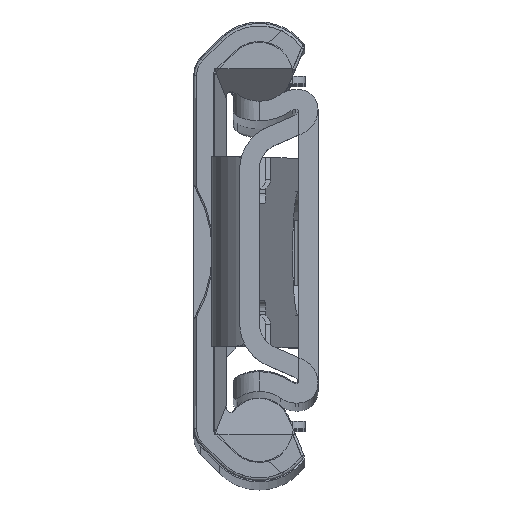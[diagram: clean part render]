
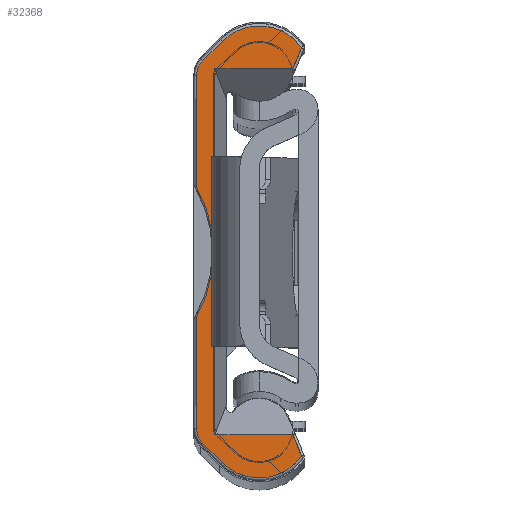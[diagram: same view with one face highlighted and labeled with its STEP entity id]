
A CAD part, top view. The second image highlights one B-rep face of the part: STEP entity #32368.
In plain terms, the highlighted planar face has unit normal (0, 0, 1).
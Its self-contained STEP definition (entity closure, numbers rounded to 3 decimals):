
#1167=PLANE('',#34379);
#1924=CIRCLE('',#34373,10.1);
#1928=CIRCLE('',#34380,1.6);
#1929=CIRCLE('',#34381,4.);
#1930=CIRCLE('',#34382,4.);
#1931=CIRCLE('',#34383,1.6);
#3311=FACE_OUTER_BOUND('',#5090,.T.);
#5090=EDGE_LOOP('',(#21569,#21570,#21571,#21572,#21573,#21574,#21575,#21576,
#21577,#21578,#21579,#21580,#21581,#21582));
#7057=LINE('',#47114,#9083);
#7059=LINE('',#47120,#9085);
#7060=LINE('',#47124,#9086);
#7061=LINE('',#47128,#9087);
#7062=LINE('',#47130,#9088);
#7063=LINE('',#47132,#9089);
#7064=LINE('',#47134,#9090);
#7065=LINE('',#47136,#9091);
#7066=LINE('',#47140,#9092);
#9083=VECTOR('',#38365,10.);
#9085=VECTOR('',#38371,10.);
#9086=VECTOR('',#38374,10.);
#9087=VECTOR('',#38377,10.);
#9088=VECTOR('',#38378,10.);
#9089=VECTOR('',#38379,10.);
#9090=VECTOR('',#38380,10.);
#9091=VECTOR('',#38381,10.);
#9092=VECTOR('',#38384,10.);
#12385=VERTEX_POINT('',#47035);
#12387=VERTEX_POINT('',#47053);
#12390=VERTEX_POINT('',#47113);
#12392=VERTEX_POINT('',#47119);
#12393=VERTEX_POINT('',#47121);
#12394=VERTEX_POINT('',#47123);
#12395=VERTEX_POINT('',#47125);
#12396=VERTEX_POINT('',#47127);
#12397=VERTEX_POINT('',#47129);
#12398=VERTEX_POINT('',#47131);
#12399=VERTEX_POINT('',#47133);
#12400=VERTEX_POINT('',#47135);
#12401=VERTEX_POINT('',#47137);
#12402=VERTEX_POINT('',#47139);
#15872=EDGE_CURVE('',#12387,#12385,#1924,.T.);
#15879=EDGE_CURVE('',#12385,#12390,#7057,.T.);
#15882=EDGE_CURVE('',#12392,#12387,#7059,.T.);
#15883=EDGE_CURVE('',#12393,#12392,#1928,.T.);
#15884=EDGE_CURVE('',#12394,#12393,#7060,.T.);
#15885=EDGE_CURVE('',#12395,#12394,#1929,.T.);
#15886=EDGE_CURVE('',#12396,#12395,#7061,.T.);
#15887=EDGE_CURVE('',#12396,#12397,#7062,.T.);
#15888=EDGE_CURVE('',#12397,#12398,#7063,.T.);
#15889=EDGE_CURVE('',#12398,#12399,#7064,.T.);
#15890=EDGE_CURVE('',#12400,#12399,#7065,.T.);
#15891=EDGE_CURVE('',#12401,#12400,#1930,.T.);
#15892=EDGE_CURVE('',#12402,#12401,#7066,.T.);
#15893=EDGE_CURVE('',#12390,#12402,#1931,.T.);
#21569=ORIENTED_EDGE('',*,*,#15872,.F.);
#21570=ORIENTED_EDGE('',*,*,#15882,.F.);
#21571=ORIENTED_EDGE('',*,*,#15883,.F.);
#21572=ORIENTED_EDGE('',*,*,#15884,.F.);
#21573=ORIENTED_EDGE('',*,*,#15885,.F.);
#21574=ORIENTED_EDGE('',*,*,#15886,.F.);
#21575=ORIENTED_EDGE('',*,*,#15887,.T.);
#21576=ORIENTED_EDGE('',*,*,#15888,.T.);
#21577=ORIENTED_EDGE('',*,*,#15889,.T.);
#21578=ORIENTED_EDGE('',*,*,#15890,.F.);
#21579=ORIENTED_EDGE('',*,*,#15891,.F.);
#21580=ORIENTED_EDGE('',*,*,#15892,.F.);
#21581=ORIENTED_EDGE('',*,*,#15893,.F.);
#21582=ORIENTED_EDGE('',*,*,#15879,.F.);
#32368=ADVANCED_FACE('',(#3311),#1167,.F.);
#34373=AXIS2_PLACEMENT_3D('',#47055,#38353,#38354);
#34379=AXIS2_PLACEMENT_3D('',#47118,#38369,#38370);
#34380=AXIS2_PLACEMENT_3D('',#47122,#38372,#38373);
#34381=AXIS2_PLACEMENT_3D('',#47126,#38375,#38376);
#34382=AXIS2_PLACEMENT_3D('',#47138,#38382,#38383);
#34383=AXIS2_PLACEMENT_3D('',#47141,#38385,#38386);
#38353=DIRECTION('center_axis',(0.,0.,
1.));
#38354=DIRECTION('ref_axis',(1.,0.,0.));
#38365=DIRECTION('',(0.,1.,0.));
#38369=DIRECTION('center_axis',(0.,0.,
-1.));
#38370=DIRECTION('ref_axis',(1.,0.,0.));
#38371=DIRECTION('',(0.,1.,0.));
#38372=DIRECTION('center_axis',(0.,0.,
-1.));
#38373=DIRECTION('ref_axis',(-0.924,-0.383,0.));
#38374=DIRECTION('',(-0.707,0.707,0.));
#38375=DIRECTION('center_axis',(0.,0.,
-1.));
#38376=DIRECTION('ref_axis',(0.082,-0.997,0.));
#38377=DIRECTION('',(0.391,-0.921,0.));
#38378=DIRECTION('',(-1.,0.,0.));
#38379=DIRECTION('',(0.,1.,0.));
#38380=DIRECTION('',(1.,0.,0.));
#38381=DIRECTION('',(-0.391,-0.921,0.));
#38382=DIRECTION('center_axis',(0.,0.,
-1.));
#38383=DIRECTION('ref_axis',(0.082,0.997,0.));
#38384=DIRECTION('',(0.707,0.707,0.));
#38385=DIRECTION('center_axis',(0.,0.,
-1.));
#38386=DIRECTION('ref_axis',(-0.924,0.383,0.));
#47035=CARTESIAN_POINT('',(-4.8,4.957,179.));
#47053=CARTESIAN_POINT('',(-4.8,-4.957,179.));
#47055=CARTESIAN_POINT('Origin',(-13.6,0.,179.));
#47113=CARTESIAN_POINT('',(-4.8,13.494,179.));
#47114=CARTESIAN_POINT('',(-4.8,11.489,179.));
#47118=CARTESIAN_POINT('Origin',(-2.302,9.483,179.));
#47119=CARTESIAN_POINT('',(-4.8,-13.494,179.));
#47120=CARTESIAN_POINT('',(-4.8,11.489,179.));
#47121=CARTESIAN_POINT('',(-4.331,-14.625,179.));
#47122=CARTESIAN_POINT('Origin',(-3.2,-13.494,179.));
#47123=CARTESIAN_POINT('',(-2.828,-16.128,179.));
#47124=CARTESIAN_POINT('',(-9.1,-9.857,179.));
#47125=CARTESIAN_POINT('',(3.252,-15.63,179.));
#47126=CARTESIAN_POINT('Origin',(0.,-13.3,
179.));
#47127=CARTESIAN_POINT('',(2.56,-14.,179.));
#47128=CARTESIAN_POINT('',(-2.302,-2.547,179.));
#47129=CARTESIAN_POINT('',(-3.4,-14.,179.));
#47130=CARTESIAN_POINT('',(-2.401,-14.,179.));
#47131=CARTESIAN_POINT('',(-3.4,14.,179.));
#47132=CARTESIAN_POINT('',(-3.4,4.742,179.));
#47133=CARTESIAN_POINT('',(2.56,14.,179.));
#47134=CARTESIAN_POINT('',(-2.401,14.,179.));
#47135=CARTESIAN_POINT('',(3.252,15.63,179.));
#47136=CARTESIAN_POINT('',(1.109,10.582,179.));
#47137=CARTESIAN_POINT('',(-2.828,16.128,179.));
#47138=CARTESIAN_POINT('Origin',(0.,13.3,179.));
#47139=CARTESIAN_POINT('',(-4.331,14.625,179.));
#47140=CARTESIAN_POINT('',(-4.358,14.599,179.));
#47141=CARTESIAN_POINT('Origin',(-3.2,13.494,179.));
